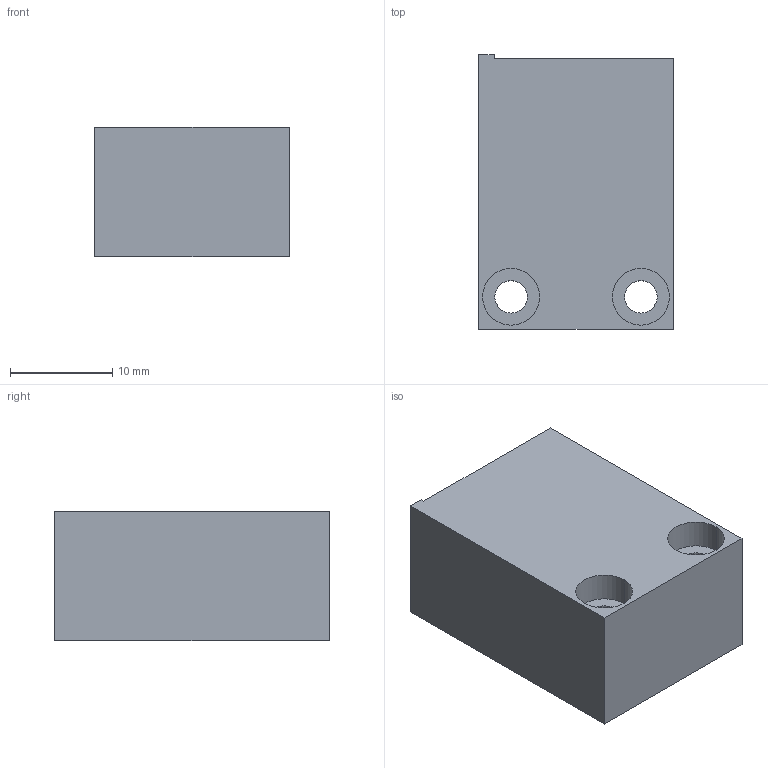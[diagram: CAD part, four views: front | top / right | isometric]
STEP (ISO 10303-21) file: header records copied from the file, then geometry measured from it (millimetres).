
FILE_DESCRIPTION (( 'STEP AP214' ), '1' );
FILE_NAME ('GM-311.step', '2018-10-25T18:21:57', ( '' ), ( '' ), 'SwSTEP 2.0', 'SolidWorks 2018', '' );
FILE_SCHEMA (( 'AUTOMOTIVE_DESIGN' ));
Length unit declared in the file: inch
Products named in the file (1): GM-311
Bounding box: 19.05 x 26.87 x 12.7 mm (x, y, z)
Volume: 5623.8 mm3; surface area: 3000.3 mm2
Topology: 1 solids, 1 shells, 56 faces, 135 edges, 79 vertices
Faces by surface type: cylinder 24, cone 22, plane 10
Entity records: 1754 total; most frequent: CARTESIAN_POINT 403, DIRECTION 286, ORIENTED_EDGE 258, EDGE_CURVE 129, AXIS2_PLACEMENT_3D 112, VERTEX_POINT 79, EDGE_LOOP 70, LINE 62
